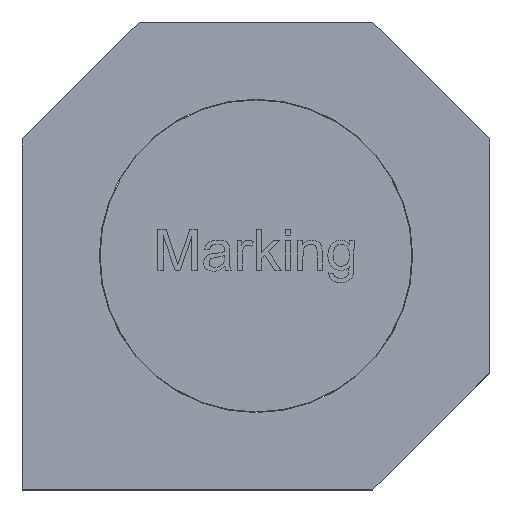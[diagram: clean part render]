
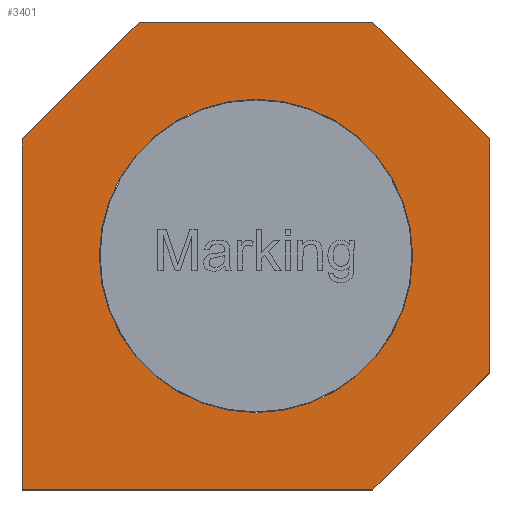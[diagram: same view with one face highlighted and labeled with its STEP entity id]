
A CAD part, top view. The second image highlights one B-rep face of the part: STEP entity #3401.
In plain terms, the highlighted face is planar.
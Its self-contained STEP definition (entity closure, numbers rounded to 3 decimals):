
#58=LINE('',#4824,#305);
#60=LINE('',#4828,#307);
#62=LINE('',#4832,#309);
#64=LINE('',#4836,#311);
#66=LINE('',#4840,#313);
#68=LINE('',#4844,#315);
#70=LINE('',#4848,#317);
#305=VECTOR('',#3752,1000.);
#307=VECTOR('',#3756,1000.);
#309=VECTOR('',#3760,1000.);
#311=VECTOR('',#3764,1000.);
#313=VECTOR('',#3768,1000.);
#315=VECTOR('',#3772,1000.);
#317=VECTOR('',#3776,1000.);
#539=CIRCLE('',#3560,1.105);
#569=PLANE('',#3561);
#749=ORIENTED_EDGE('',*,*,#1388,.F.);
#750=ORIENTED_EDGE('',*,*,#1375,.F.);
#751=ORIENTED_EDGE('',*,*,#1387,.F.);
#752=ORIENTED_EDGE('',*,*,#1385,.F.);
#753=ORIENTED_EDGE('',*,*,#1383,.F.);
#754=ORIENTED_EDGE('',*,*,#1381,.F.);
#755=ORIENTED_EDGE('',*,*,#1379,.F.);
#756=ORIENTED_EDGE('',*,*,#1377,.F.);
#1375=EDGE_CURVE('',#1705,#1706,#58,.T.);
#1377=EDGE_CURVE('',#1706,#1707,#60,.T.);
#1379=EDGE_CURVE('',#1707,#1708,#62,.T.);
#1381=EDGE_CURVE('',#1708,#1709,#64,.T.);
#1383=EDGE_CURVE('',#1709,#1710,#66,.T.);
#1385=EDGE_CURVE('',#1710,#1711,#68,.T.);
#1387=EDGE_CURVE('',#1711,#1705,#70,.T.);
#1388=EDGE_CURVE('',#1712,#1712,#539,.T.);
#1705=VERTEX_POINT('',#4823);
#1706=VERTEX_POINT('',#4825);
#1707=VERTEX_POINT('',#4829);
#1708=VERTEX_POINT('',#4833);
#1709=VERTEX_POINT('',#4837);
#1710=VERTEX_POINT('',#4841);
#1711=VERTEX_POINT('',#4845);
#1712=VERTEX_POINT('',#4851);
#1976=EDGE_LOOP('',(#749));
#1977=EDGE_LOOP('',(#750,#751,#752,#753,#754,#755,#756));
#2162=FACE_BOUND('',#1976,.T.);
#2163=FACE_BOUND('',#1977,.T.);
#3401=ADVANCED_FACE('',(#2162,#2163),#569,.F.);
#3560=AXIS2_PLACEMENT_3D('',#4850,#3779,#3780);
#3561=AXIS2_PLACEMENT_3D('',#4852,#3781,#3782);
#3752=DIRECTION('',(0.,-1.,0.));
#3756=DIRECTION('',(1.,0.,0.));
#3760=DIRECTION('',(0.707,0.707,0.));
#3764=DIRECTION('',(0.,1.,0.));
#3768=DIRECTION('',(-0.707,0.707,0.));
#3772=DIRECTION('',(-1.,0.,0.));
#3776=DIRECTION('',(-0.707,-0.707,0.));
#3779=DIRECTION('',(0.,0.,-1.));
#3780=DIRECTION('',(1.,0.,0.));
#3781=DIRECTION('',(0.,0.,1.));
#3782=DIRECTION('',(1.,0.,0.));
#4823=CARTESIAN_POINT('',(-1.65,0.825,-0.53));
#4824=CARTESIAN_POINT('',(-1.65,0.825,-0.53));
#4825=CARTESIAN_POINT('',(-1.65,-1.65,-0.53));
#4828=CARTESIAN_POINT('',(-1.65,-1.65,-0.53));
#4829=CARTESIAN_POINT('',(0.825,-1.65,-0.53));
#4832=CARTESIAN_POINT('',(1.65,-0.825,-0.53));
#4833=CARTESIAN_POINT('',(1.65,-0.825,-0.53));
#4836=CARTESIAN_POINT('',(1.65,-0.825,-0.53));
#4837=CARTESIAN_POINT('',(1.65,0.825,-0.53));
#4840=CARTESIAN_POINT('',(1.65,0.825,-0.53));
#4841=CARTESIAN_POINT('',(0.825,1.65,-0.53));
#4844=CARTESIAN_POINT('',(0.825,1.65,-0.53));
#4845=CARTESIAN_POINT('',(-0.825,1.65,-0.53));
#4848=CARTESIAN_POINT('',(-1.65,0.825,-0.53));
#4850=CARTESIAN_POINT('',(0.,0.,-0.53));
#4851=CARTESIAN_POINT('',(1.105,0.,-0.53));
#4852=CARTESIAN_POINT('',(-1.65,-1.65,-0.53));
